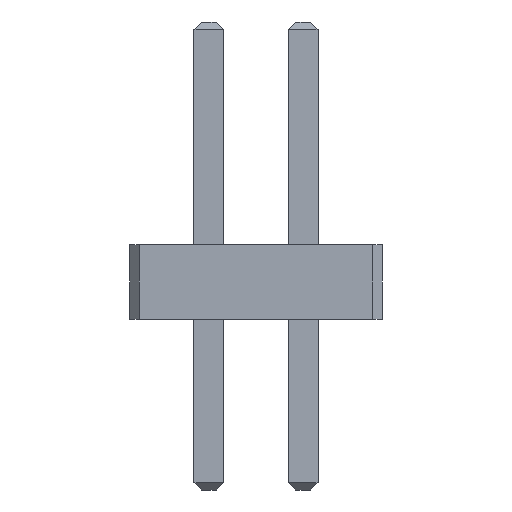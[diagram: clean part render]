
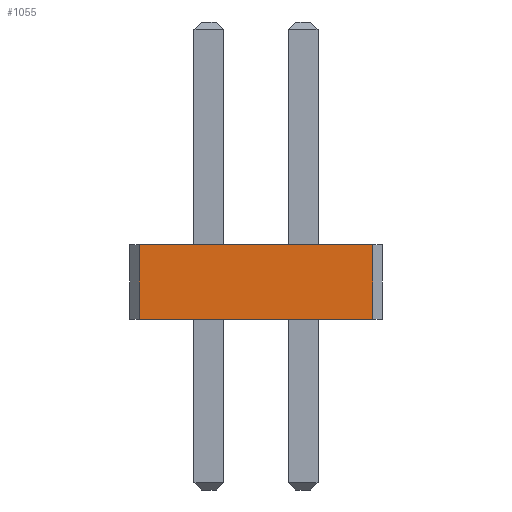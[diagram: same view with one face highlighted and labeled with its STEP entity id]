
A CAD part, front view. The second image highlights one B-rep face of the part: STEP entity #1055.
In plain terms, the highlighted planar face has unit normal (0, -1, 0).
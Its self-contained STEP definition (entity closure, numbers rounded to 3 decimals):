
#143 = VERTEX_POINT('',#144);
#144 = CARTESIAN_POINT('',(2.208,-3.175,0.));
#150 = EDGE_CURVE('',#151,#143,#153,.T.);
#151 = VERTEX_POINT('',#152);
#152 = CARTESIAN_POINT('',(-0.938,-3.175,0.));
#153 = LINE('',#154,#155);
#154 = CARTESIAN_POINT('',(-1.065,-3.175,0.));
#155 = VECTOR('',#156,1.);
#156 = DIRECTION('',(1.,0.,0.));
#531 = VERTEX_POINT('',#532);
#532 = CARTESIAN_POINT('',(-0.938,-3.175,1.));
#538 = EDGE_CURVE('',#531,#539,#541,.T.);
#539 = VERTEX_POINT('',#540);
#540 = CARTESIAN_POINT('',(2.208,-3.175,1.));
#541 = LINE('',#542,#543);
#542 = CARTESIAN_POINT('',(-1.065,-3.175,1.));
#543 = VECTOR('',#544,1.);
#544 = DIRECTION('',(1.,0.,0.));
#1045 = EDGE_CURVE('',#151,#531,#1046,.T.);
#1046 = LINE('',#1047,#1048);
#1047 = CARTESIAN_POINT('',(-0.938,-3.175,0.));
#1048 = VECTOR('',#1049,1.);
#1049 = DIRECTION('',(0.,0.,1.));
#1055 = ADVANCED_FACE('',(#1056),#1067,.F.);
#1056 = FACE_BOUND('',#1057,.F.);
#1057 = EDGE_LOOP('',(#1058,#1059,#1060,#1061));
#1058 = ORIENTED_EDGE('',*,*,#150,.F.);
#1059 = ORIENTED_EDGE('',*,*,#1045,.T.);
#1060 = ORIENTED_EDGE('',*,*,#538,.T.);
#1061 = ORIENTED_EDGE('',*,*,#1062,.F.);
#1062 = EDGE_CURVE('',#143,#539,#1063,.T.);
#1063 = LINE('',#1064,#1065);
#1064 = CARTESIAN_POINT('',(2.208,-3.175,0.));
#1065 = VECTOR('',#1066,1.);
#1066 = DIRECTION('',(0.,0.,1.));
#1067 = PLANE('',#1068);
#1068 = AXIS2_PLACEMENT_3D('',#1069,#1070,#1071);
#1069 = CARTESIAN_POINT('',(-1.065,-3.175,0.));
#1070 = DIRECTION('',(0.,1.,0.));
#1071 = DIRECTION('',(1.,0.,0.));
